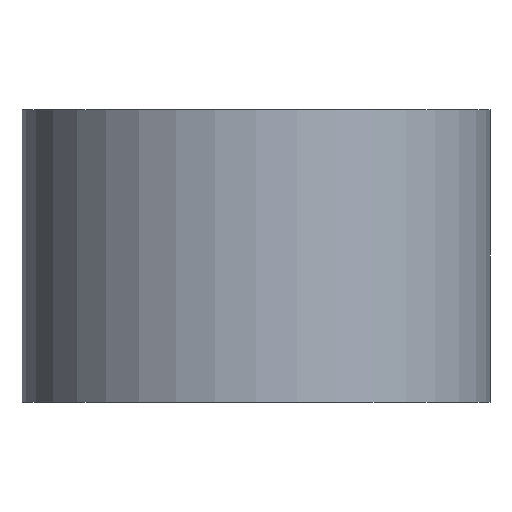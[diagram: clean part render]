
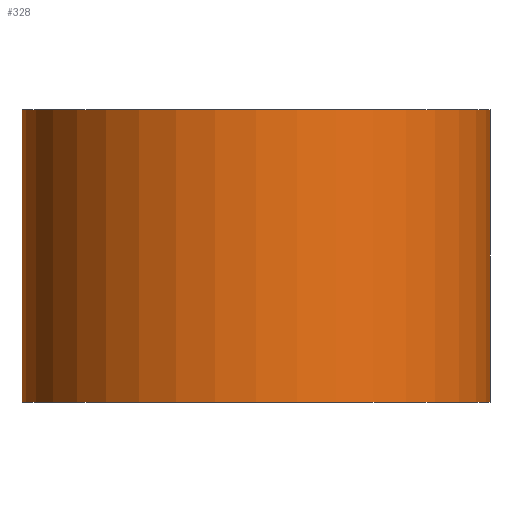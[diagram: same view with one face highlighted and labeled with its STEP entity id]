
A CAD part, front view. The second image highlights one B-rep face of the part: STEP entity #328.
In plain terms, the highlighted cylindrical face has radius 16 mm (diameter 32 mm), a partial arc.
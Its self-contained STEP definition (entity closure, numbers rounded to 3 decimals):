
#4 = CARTESIAN_POINT ( 'NONE',  ( -16., 0., 40. ) ) ;
#22 = DIRECTION ( 'NONE',  ( 1., 0., 0. ) ) ;
#34 = CARTESIAN_POINT ( 'NONE',  ( -16., 0., 0. ) ) ;
#52 = EDGE_CURVE ( 'NONE', #163, #72, #124, .T. ) ;
#63 = CARTESIAN_POINT ( 'NONE',  ( 0., 0., 0. ) ) ;
#67 = CYLINDRICAL_SURFACE ( 'NONE', #128, 16. ) ;
#72 = VERTEX_POINT ( 'NONE', #247 ) ;
#83 = DIRECTION ( 'NONE',  ( 0., 0., 1. ) ) ;
#100 = DIRECTION ( 'NONE',  ( 0., 0., 1. ) ) ;
#103 = DIRECTION ( 'NONE',  ( 0., 0., 1. ) ) ;
#124 = LINE ( 'NONE', #273, #178 ) ;
#128 = AXIS2_PLACEMENT_3D ( 'NONE', #235, #164, #314 ) ;
#142 = EDGE_CURVE ( 'NONE', #226, #72, #237, .T. ) ;
#151 = CARTESIAN_POINT ( 'NONE',  ( 0., 0., 20. ) ) ;
#159 = CARTESIAN_POINT ( 'NONE',  ( -16., 0., 20. ) ) ;
#163 = VERTEX_POINT ( 'NONE', #241 ) ;
#164 = DIRECTION ( 'NONE',  ( 0., 0., 1. ) ) ;
#167 = CIRCLE ( 'NONE', #277, 16. ) ;
#168 = FACE_OUTER_BOUND ( 'NONE', #320, .T. ) ;
#178 = VECTOR ( 'NONE', #100, 1000. ) ;
#180 = VECTOR ( 'NONE', #283, 1000. ) ;
#202 = LINE ( 'NONE', #4, #180 ) ;
#209 = ORIENTED_EDGE ( 'NONE', *, *, #52, .T. ) ;
#213 = ORIENTED_EDGE ( 'NONE', *, *, #260, .F. ) ;
#217 = EDGE_CURVE ( 'NONE', #234, #163, #167, .T. ) ;
#219 = AXIS2_PLACEMENT_3D ( 'NONE', #151, #103, #22 ) ;
#226 = VERTEX_POINT ( 'NONE', #159 ) ;
#227 = DIRECTION ( 'NONE',  ( 1., 0., 0. ) ) ;
#234 = VERTEX_POINT ( 'NONE', #34 ) ;
#235 = CARTESIAN_POINT ( 'NONE',  ( 0., 0., 40. ) ) ;
#236 = ORIENTED_EDGE ( 'NONE', *, *, #217, .T. ) ;
#237 = CIRCLE ( 'NONE', #219, 16. ) ;
#240 = ORIENTED_EDGE ( 'NONE', *, *, #142, .F. ) ;
#241 = CARTESIAN_POINT ( 'NONE',  ( 16., 0., 0. ) ) ;
#247 = CARTESIAN_POINT ( 'NONE',  ( 16., 0., 20. ) ) ;
#260 = EDGE_CURVE ( 'NONE', #234, #226, #202, .T. ) ;
#273 = CARTESIAN_POINT ( 'NONE',  ( 16., 0., 40. ) ) ;
#277 = AXIS2_PLACEMENT_3D ( 'NONE', #63, #83, #227 ) ;
#283 = DIRECTION ( 'NONE',  ( 0., 0., 1. ) ) ;
#314 = DIRECTION ( 'NONE',  ( 1., 0., 0. ) ) ;
#320 = EDGE_LOOP ( 'NONE', ( #213, #236, #209, #240 ) ) ;
#328 = ADVANCED_FACE ( 'NONE', ( #168 ), #67, .T. ) ;
